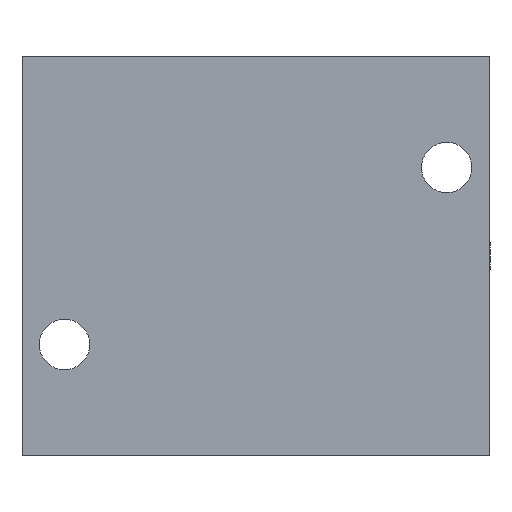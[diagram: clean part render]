
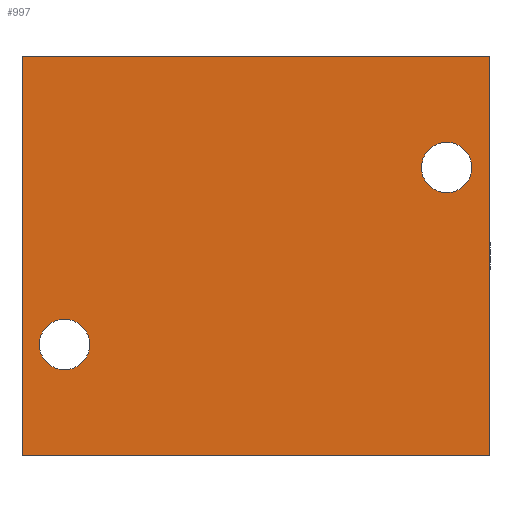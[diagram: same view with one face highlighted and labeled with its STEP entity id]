
A CAD part, front view. The second image highlights one B-rep face of the part: STEP entity #997.
In plain terms, the highlighted planar face has unit normal (0, -1, 0).
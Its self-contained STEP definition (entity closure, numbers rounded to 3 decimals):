
#43=FACE_BOUND('',#357,.T.);
#44=FACE_BOUND('',#358,.T.);
#72=PLANE('',#1173);
#111=LINE('',#1714,#186);
#123=LINE('',#1743,#198);
#134=LINE('',#1764,#209);
#135=LINE('',#1765,#210);
#186=VECTOR('',#1350,1000.);
#198=VECTOR('',#1368,1000.);
#209=VECTOR('',#1387,1000.);
#210=VECTOR('',#1388,1000.);
#292=FACE_OUTER_BOUND('',#356,.T.);
#356=EDGE_LOOP('',(#789,#790,#791,#792));
#357=EDGE_LOOP('',(#793));
#358=EDGE_LOOP('',(#794));
#432=CIRCLE('',#1153,7.125);
#434=CIRCLE('',#1156,7.125);
#490=VERTEX_POINT('',#1679);
#492=VERTEX_POINT('',#1685);
#500=VERTEX_POINT('',#1708);
#502=VERTEX_POINT('',#1712);
#515=VERTEX_POINT('',#1740);
#516=VERTEX_POINT('',#1742);
#588=EDGE_CURVE('',#490,#490,#432,.T.);
#591=EDGE_CURVE('',#492,#492,#434,.T.);
#604=EDGE_CURVE('',#500,#502,#111,.T.);
#617=EDGE_CURVE('',#515,#516,#123,.T.);
#629=EDGE_CURVE('',#502,#516,#134,.T.);
#630=EDGE_CURVE('',#500,#515,#135,.T.);
#789=ORIENTED_EDGE('',*,*,#629,.T.);
#790=ORIENTED_EDGE('',*,*,#617,.F.);
#791=ORIENTED_EDGE('',*,*,#630,.F.);
#792=ORIENTED_EDGE('',*,*,#604,.T.);
#793=ORIENTED_EDGE('',*,*,#588,.F.);
#794=ORIENTED_EDGE('',*,*,#591,.F.);
#997=ADVANCED_FACE('',(#292,#43,#44),#72,.F.);
#1153=AXIS2_PLACEMENT_3D('',#1681,#1315,#1316);
#1156=AXIS2_PLACEMENT_3D('',#1687,#1322,#1323);
#1173=AXIS2_PLACEMENT_3D('',#1763,#1385,#1386);
#1315=DIRECTION('center_axis',(0.,-1.,0.));
#1316=DIRECTION('ref_axis',(0.,0.,-1.));
#1322=DIRECTION('center_axis',(0.,-1.,0.));
#1323=DIRECTION('ref_axis',(0.,0.,-1.));
#1350=DIRECTION('',(0.,0.,-1.));
#1368=DIRECTION('',(0.,0.,-1.));
#1385=DIRECTION('center_axis',(0.,1.,0.));
#1386=DIRECTION('ref_axis',(0.,0.,1.));
#1387=DIRECTION('',(1.,0.,0.));
#1388=DIRECTION('',(1.,0.,0.));
#1679=CARTESIAN_POINT('',(54.,-52.5,32.125));
#1681=CARTESIAN_POINT('Origin',(54.,-52.5,25.));
#1685=CARTESIAN_POINT('',(-54.,-52.5,-17.875));
#1687=CARTESIAN_POINT('Origin',(-54.,-52.5,-25.));
#1708=CARTESIAN_POINT('',(-66.,-52.5,56.5));
#1712=CARTESIAN_POINT('',(-66.,-52.5,-56.5));
#1714=CARTESIAN_POINT('',(-66.,-52.5,56.5));
#1740=CARTESIAN_POINT('',(66.,-52.5,56.5));
#1742=CARTESIAN_POINT('',(66.,-52.5,-56.5));
#1743=CARTESIAN_POINT('',(66.,-52.5,56.5));
#1763=CARTESIAN_POINT('Origin',(-66.,-52.5,56.5));
#1764=CARTESIAN_POINT('',(-66.,-52.5,-56.5));
#1765=CARTESIAN_POINT('',(-66.,-52.5,56.5));
